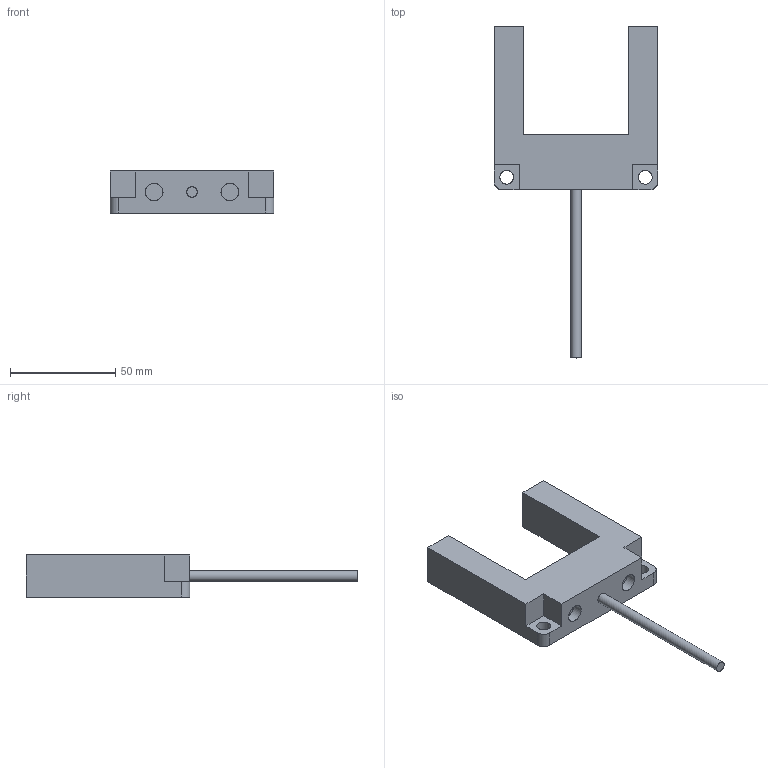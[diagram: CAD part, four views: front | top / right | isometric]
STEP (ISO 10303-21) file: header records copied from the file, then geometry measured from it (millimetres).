
FILE_DESCRIPTION(/* description */ (''),/* implementation_level */ '2;1');
FILE_NAME(/* name */ 'FG78.stp',/* time_stamp */ '2022-10-29T15:59:48+08:00',/* author */ (''),/* organization */ (''),/* preprocessor_version */ 'ST-DEVELOPER v16',/* originating_system */ 'SIEMENS PLM Software NX 10.0',/* authorisation */ '');
FILE_SCHEMA (('AP203_CONFIGURATION_CONTROLLED_3D_DESIGN_OF_MECHANICAL_PARTS_AND_ASSEMBLIES_MIM_LF { 1 0 10303 403 2 1 2}'));
Length unit declared in the file: millimetre
Products named in the file (1): Admi2AB8DD0Ci4hv
Bounding box: 78 x 158 x 20 mm (x, y, z)
Surface area: 16978.3 mm2 (no closed solid volume)
Topology: 0 solids, 27 shells, 27 faces, 134 edges, 130 vertices
Faces by surface type: plane 20, cylinder 7
Full cylindrical faces by diameter (mm): 5 x1, 6.5 x2, 8.4 x2
Entity records: 1722 total; most frequent: CARTESIAN_POINT 605, DIRECTION 185, ORIENTED_EDGE 128, VERTEX_POINT 128, EDGE_CURVE 128, LINE 89, VECTOR 89, AXIS2_PLACEMENT_3D 48
